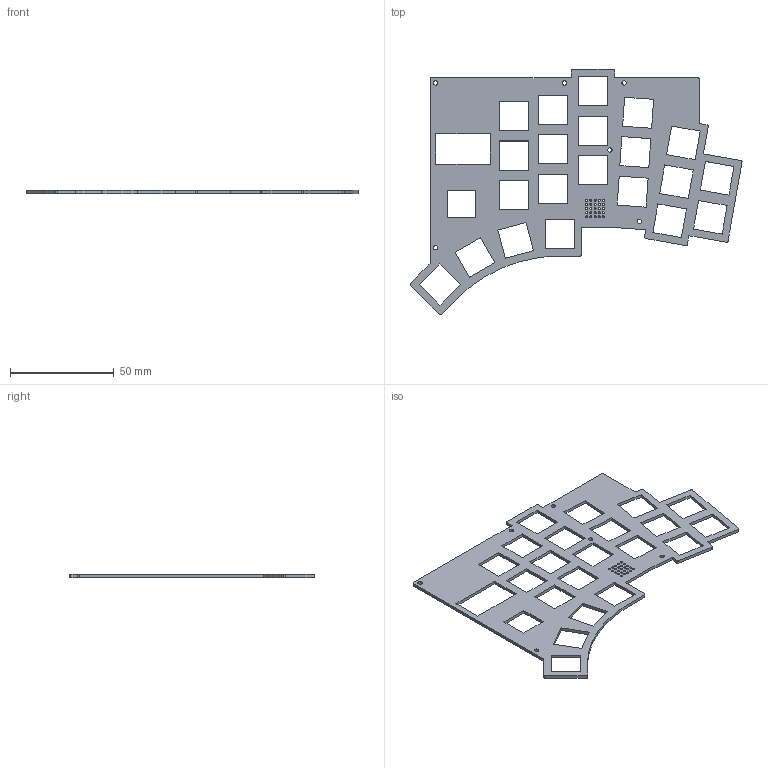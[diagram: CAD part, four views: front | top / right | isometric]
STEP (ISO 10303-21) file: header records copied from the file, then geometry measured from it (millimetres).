
FILE_DESCRIPTION(/* description */ (''),/* implementation_level */ '2;1');
FILE_NAME(/* name */ 'PolydactylACR.step',/* time_stamp */ '2022-08-16T01:15:25+02:00',/* author */ (''),/* organization */ (''),/* preprocessor_version */ 'ST-DEVELOPER v19',/* originating_system */ 'Autodesk Translation Framework v11.7.0.108',/* authorisation */ '');
FILE_SCHEMA (('AUTOMOTIVE_DESIGN { 1 0 10303 214 3 1 1 }'));
Length unit declared in the file: millimetre
Products named in the file (1): KLORplates
Bounding box: 160.02 x 118.22 x 1.5 mm (x, y, z)
Volume: 11086.1 mm3; surface area: 17729.2 mm2
Topology: 1 solids, 1 shells, 165 faces, 489 edges, 326 vertices
Faces by surface type: plane 119, bspline 46
Entity records: 7044 total; most frequent: CARTESIAN_POINT 2695, ORIENTED_EDGE 978, DIRECTION 637, EDGE_CURVE 489, LINE 397, VECTOR 397, VERTEX_POINT 326, EDGE_LOOP 273
